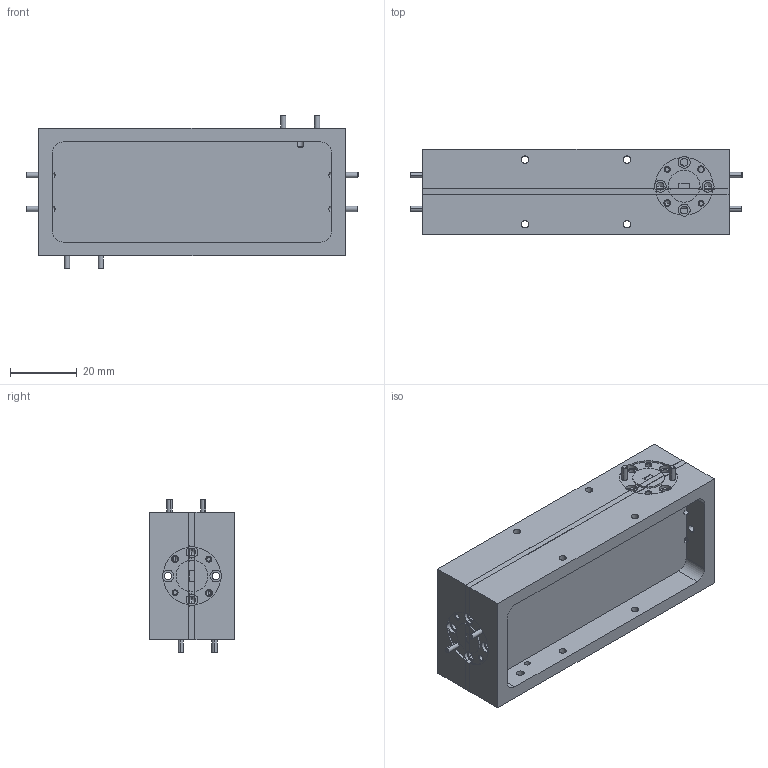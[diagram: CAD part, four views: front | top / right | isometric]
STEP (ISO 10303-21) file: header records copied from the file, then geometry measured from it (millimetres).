
FILE_DESCRIPTION (( 'STEP AP214' ), '1' );
FILE_NAME ('WD-DB-E-A, df.STEP', '2025-10-29T19:27:12', ( '' ), ( '' ), 'SwSTEP 2.0', 'SolidWorks 2021', '' );
FILE_SCHEMA (( 'AUTOMOTIVE_DESIGN' ));
Length unit declared in the file: inch
Products named in the file (1): WD-DB-E-A, df
Bounding box: 99.19 x 25.4 x 45.85 mm (x, y, z)
Volume: 49700.3 mm3; surface area: 35642.4 mm2
Topology: 63 solids, 63 shells, 1340 faces, 3028 edges, 1840 vertices
Faces by surface type: plane 570, cone 396, cylinder 374
Entity records: 39199 total; most frequent: CARTESIAN_POINT 8044, DIRECTION 6624, ORIENTED_EDGE 6008, EDGE_CURVE 3004, AXIS2_PLACEMENT_3D 2495, VERTEX_POINT 1840, VECTOR 1634, LINE 1634
